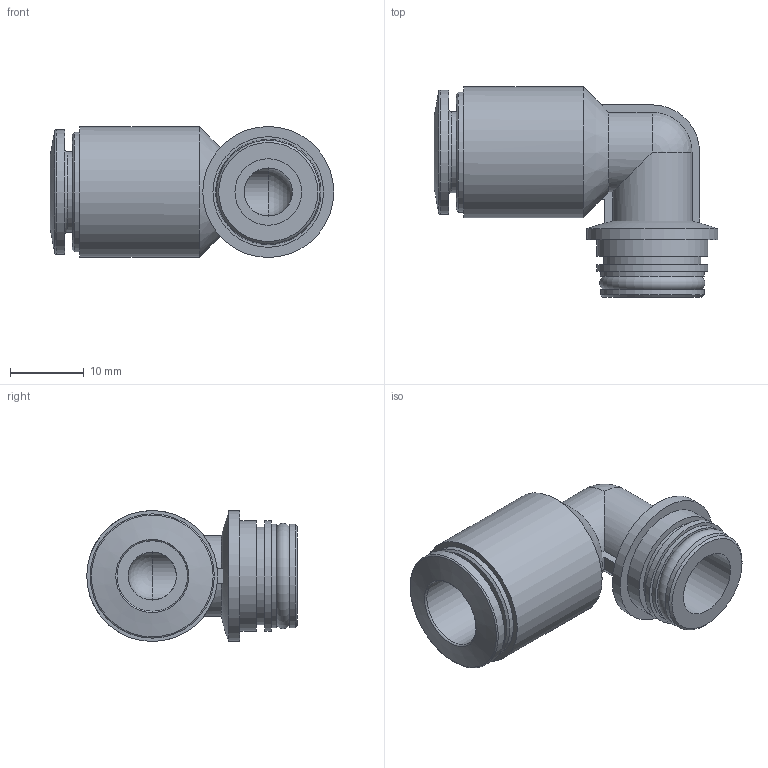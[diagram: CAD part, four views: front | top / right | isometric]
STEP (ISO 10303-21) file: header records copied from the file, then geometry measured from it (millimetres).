
FILE_DESCRIPTION(/* description */ ('STEP AP214'),/* implementation_level */ '2;1');
FILE_NAME(/* name */ '132641_QSPLK18-3_8-U',/* time_stamp */ '2024-09-13T11:14:58+02:00',/* author */ ('License CC BY-ND 4.0'),/* organization */ ('CADENAS'),/* preprocessor_version */ 'ST-DEVELOPER v19.3',/* originating_system */ 'PARTsolutions',/* authorisation */ ' ');
FILE_SCHEMA (('AUTOMOTIVE_DESIGN {1 0 10303 214 3 1 1}'));
Length unit declared in the file: millimetre
Products named in the file (1): 132641 QSPLK18-3/8-U
Bounding box: 38.32 x 28.45 x 17.7 mm (x, y, z)
Volume: 5772.2 mm3; surface area: 4472.7 mm2
Topology: 1 solids, 1 shells, 51 faces, 110 edges, 68 vertices
Faces by surface type: plane 20, cylinder 19, torus 5, cone 4, sphere 3
Full cylindrical faces by diameter (mm): 6.5 x2, 9 x1, 9.53 x1, 10.93 x1, 13.15 x1, 14 x2, 14.95 x2, 16.201 x1, 16.8 x1, 17.7 x2
Entity records: 1627 total; most frequent: CARTESIAN_POINT 234, DIRECTION 223, ORIENTED_EDGE 162, AXIS2_PLACEMENT_3D 102, EDGE_LOOP 86, FACE_BOUND 86, EDGE_CURVE 81, VERTEX_POINT 65
